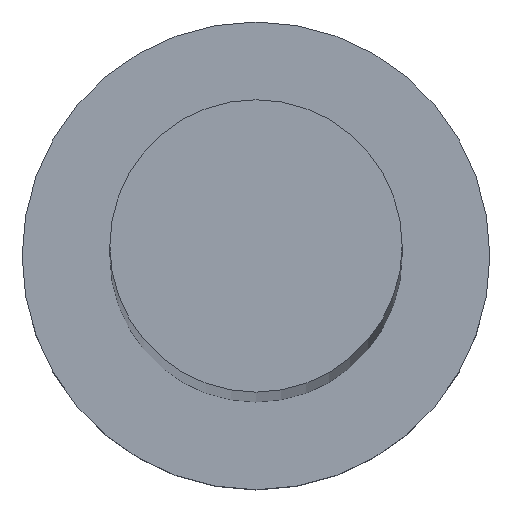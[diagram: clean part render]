
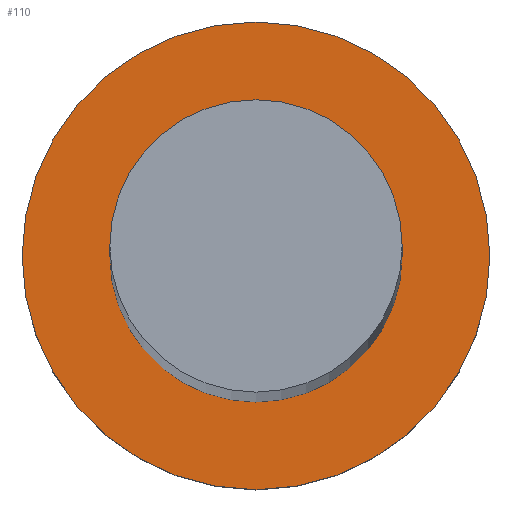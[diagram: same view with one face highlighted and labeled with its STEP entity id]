
A CAD part, top view. The second image highlights one B-rep face of the part: STEP entity #110.
In plain terms, the highlighted planar face has unit normal (0, 0, 1).
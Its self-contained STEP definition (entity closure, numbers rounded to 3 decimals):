
#1 = CARTESIAN_POINT ( 'NONE',  ( 0., 0., 5. ) ) ;
#5 = ORIENTED_EDGE ( 'NONE', *, *, #14, .F. ) ;
#14 = EDGE_CURVE ( 'NONE', #164, #202, #67, .T. ) ;
#32 = CARTESIAN_POINT ( 'NONE',  ( 8., 0., 5. ) ) ;
#35 = CARTESIAN_POINT ( 'NONE',  ( 0., 0., 5. ) ) ;
#39 = ORIENTED_EDGE ( 'NONE', *, *, #192, .T. ) ;
#43 = CIRCLE ( 'NONE', #124, 8. ) ;
#49 = DIRECTION ( 'NONE',  ( 1., 0., 0. ) ) ;
#54 = AXIS2_PLACEMENT_3D ( 'NONE', #251, #171, #49 ) ;
#55 = DIRECTION ( 'NONE',  ( 1., 0., 0. ) ) ;
#58 = CARTESIAN_POINT ( 'NONE',  ( 0., 0., 5. ) ) ;
#67 = CIRCLE ( 'NONE', #169, 5. ) ;
#68 = VERTEX_POINT ( 'NONE', #32 ) ;
#70 = CIRCLE ( 'NONE', #220, 8. ) ;
#76 = DIRECTION ( 'NONE',  ( 0., 0., 1. ) ) ;
#79 = FACE_BOUND ( 'NONE', #122, .T. ) ;
#81 = DIRECTION ( 'NONE',  ( 0., 0., 1. ) ) ;
#88 = CARTESIAN_POINT ( 'NONE',  ( 5., 0., 5. ) ) ;
#95 = ORIENTED_EDGE ( 'NONE', *, *, #205, .F. ) ;
#97 = AXIS2_PLACEMENT_3D ( 'NONE', #58, #194, #143 ) ;
#110 = ADVANCED_FACE ( 'NONE', ( #79, #159 ), #141, .T. ) ;
#111 = VERTEX_POINT ( 'NONE', #222 ) ;
#121 = DIRECTION ( 'NONE',  ( 1., 0., 0. ) ) ;
#122 = EDGE_LOOP ( 'NONE', ( #5, #95 ) ) ;
#124 = AXIS2_PLACEMENT_3D ( 'NONE', #1, #81, #242 ) ;
#141 = PLANE ( 'NONE',  #97 ) ;
#143 = DIRECTION ( 'NONE',  ( 1., 0., 0. ) ) ;
#159 = FACE_OUTER_BOUND ( 'NONE', #247, .T. ) ;
#164 = VERTEX_POINT ( 'NONE', #219 ) ;
#169 = AXIS2_PLACEMENT_3D ( 'NONE', #209, #76, #55 ) ;
#171 = DIRECTION ( 'NONE',  ( 0., 0., 1. ) ) ;
#182 = EDGE_CURVE ( 'NONE', #68, #111, #70, .T. ) ;
#187 = CIRCLE ( 'NONE', #54, 5. ) ;
#192 = EDGE_CURVE ( 'NONE', #111, #68, #43, .T. ) ;
#194 = DIRECTION ( 'NONE',  ( 0., 0., 1. ) ) ;
#195 = DIRECTION ( 'NONE',  ( 0., 0., 1. ) ) ;
#202 = VERTEX_POINT ( 'NONE', #88 ) ;
#205 = EDGE_CURVE ( 'NONE', #202, #164, #187, .T. ) ;
#207 = ORIENTED_EDGE ( 'NONE', *, *, #182, .T. ) ;
#209 = CARTESIAN_POINT ( 'NONE',  ( 0., 0., 5. ) ) ;
#219 = CARTESIAN_POINT ( 'NONE',  ( -5., 0., 5. ) ) ;
#220 = AXIS2_PLACEMENT_3D ( 'NONE', #35, #195, #121 ) ;
#222 = CARTESIAN_POINT ( 'NONE',  ( -8., 0., 5. ) ) ;
#242 = DIRECTION ( 'NONE',  ( 1., 0., 0. ) ) ;
#247 = EDGE_LOOP ( 'NONE', ( #39, #207 ) ) ;
#251 = CARTESIAN_POINT ( 'NONE',  ( 0., 0., 5. ) ) ;
